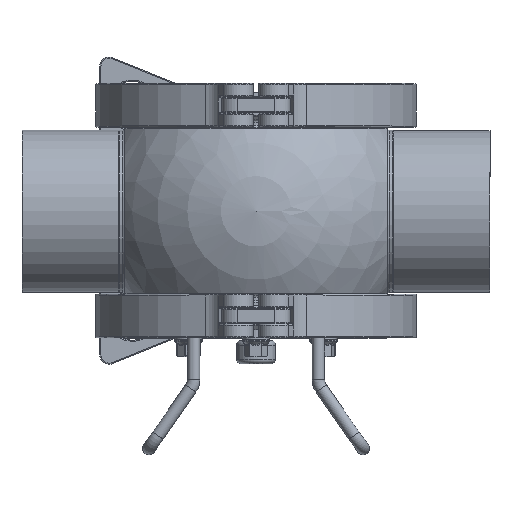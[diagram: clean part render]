
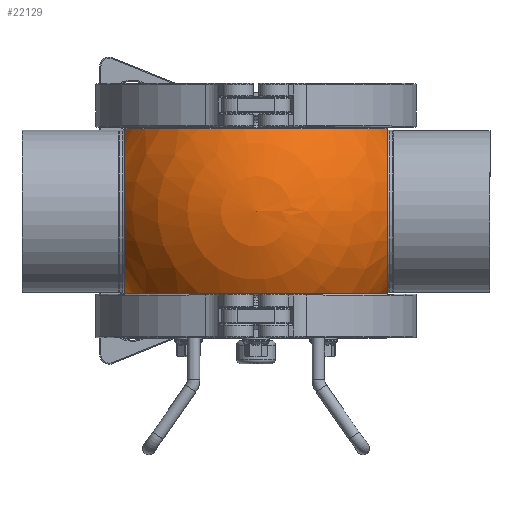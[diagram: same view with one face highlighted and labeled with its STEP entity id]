
A CAD part, top view. The second image highlights one B-rep face of the part: STEP entity #22129.
In plain terms, the highlighted spherical face has radius 102 mm.
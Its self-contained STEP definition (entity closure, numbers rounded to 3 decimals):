
#24=SPHERICAL_SURFACE('',#24289,102.);
#4182=FACE_OUTER_BOUND('',#5584,.T.);
#5584=EDGE_LOOP('',(#16157,#16158,#16159,#16160,#16161,#16162,#16163));
#7282=CIRCLE('',#24235,57.862);
#7311=CIRCLE('',#24274,87.209);
#7315=CIRCLE('',#24280,87.209);
#7321=CIRCLE('',#24290,57.862);
#7322=CIRCLE('',#24291,102.);
#7323=CIRCLE('',#24292,57.862);
#9060=VERTEX_POINT('',#38779);
#9061=VERTEX_POINT('',#38783);
#9091=VERTEX_POINT('',#38904);
#9098=VERTEX_POINT('',#38932);
#9102=VERTEX_POINT('',#38961);
#9103=VERTEX_POINT('',#38963);
#11560=EDGE_CURVE('',#9061,#9060,#7282,.T.);
#11603=EDGE_CURVE('',#9061,#9091,#7311,.T.);
#11613=EDGE_CURVE('',#9060,#9098,#7315,.T.);
#11621=EDGE_CURVE('',#9098,#9102,#7321,.T.);
#11622=EDGE_CURVE('',#9103,#9102,#7322,.T.);
#11623=EDGE_CURVE('',#9102,#9091,#7323,.T.);
#16157=ORIENTED_EDGE('',*,*,#11560,.T.);
#16158=ORIENTED_EDGE('',*,*,#11613,.T.);
#16159=ORIENTED_EDGE('',*,*,#11621,.T.);
#16160=ORIENTED_EDGE('',*,*,#11622,.F.);
#16161=ORIENTED_EDGE('',*,*,#11622,.T.);
#16162=ORIENTED_EDGE('',*,*,#11623,.T.);
#16163=ORIENTED_EDGE('',*,*,#11603,.F.);
#22129=ADVANCED_FACE('',(#4182),#24,.T.);
#24235=AXIS2_PLACEMENT_3D('',#38784,#28709,#28710);
#24274=AXIS2_PLACEMENT_3D('',#38905,#28791,#28792);
#24280=AXIS2_PLACEMENT_3D('',#38936,#28803,#28804);
#24289=AXIS2_PLACEMENT_3D('',#38960,#28821,#28822);
#24290=AXIS2_PLACEMENT_3D('',#38962,#28823,#28824);
#24291=AXIS2_PLACEMENT_3D('',#38964,#28825,#28826);
#24292=AXIS2_PLACEMENT_3D('',#38965,#28827,#28828);
#28709=DIRECTION('center_axis',(1.,0.,0.));
#28710=DIRECTION('ref_axis',(0.,0.,
-1.));
#28791=DIRECTION('center_axis',(0.,1.,0.));
#28792=DIRECTION('ref_axis',(1.,0.,0.));
#28803=DIRECTION('center_axis',(0.,1.,0.));
#28804=DIRECTION('ref_axis',(1.,0.,0.));
#28821=DIRECTION('center_axis',(0.,0.,
1.));
#28822=DIRECTION('ref_axis',(-1.,0.,0.));
#28823=DIRECTION('center_axis',(-1.,0.,0.));
#28824=DIRECTION('ref_axis',(0.,0.,
1.));
#28825=DIRECTION('center_axis',(0.,1.,0.));
#28826=DIRECTION('ref_axis',(1.,0.,0.));
#28827=DIRECTION('center_axis',(-1.,0.,0.));
#28828=DIRECTION('ref_axis',(0.,0.,
1.));
#38779=CARTESIAN_POINT('',(-84.,-52.902,23.44));
#38783=CARTESIAN_POINT('',(-84.,52.902,23.44));
#38784=CARTESIAN_POINT('Origin',(-84.,0.,
0.));
#38904=CARTESIAN_POINT('',(84.,52.902,23.44));
#38905=CARTESIAN_POINT('Origin',(0.,52.902,0.));
#38932=CARTESIAN_POINT('',(84.,-52.902,23.44));
#38936=CARTESIAN_POINT('Origin',(0.,-52.902,
0.));
#38960=CARTESIAN_POINT('Origin',(0.,0.,0.));
#38961=CARTESIAN_POINT('',(84.,0.,57.862));
#38962=CARTESIAN_POINT('Origin',(84.,0.,
0.));
#38963=CARTESIAN_POINT('',(0.,0.,102.));
#38964=CARTESIAN_POINT('Origin',(0.,0.,0.));
#38965=CARTESIAN_POINT('Origin',(84.,0.,
0.));
